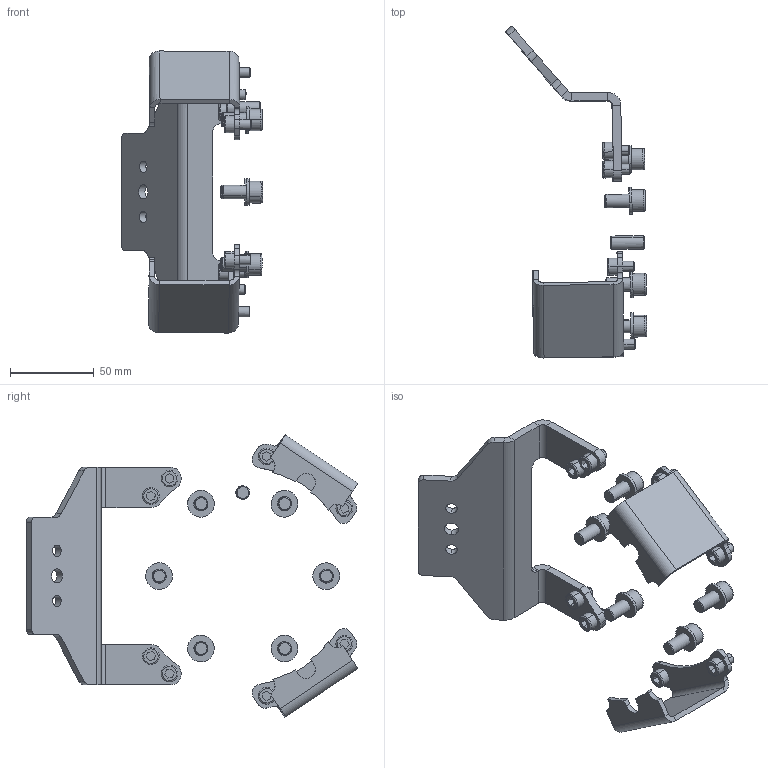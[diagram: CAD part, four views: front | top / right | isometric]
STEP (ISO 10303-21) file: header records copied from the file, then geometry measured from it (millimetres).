
FILE_DESCRIPTION (( 'STEP AP203' ), '1' );
FILE_NAME ('P5204.STEP', '2018-12-19T12:30:25', ( 'RSPlokal' ), ( 'Microsoft' ), 'SwSTEP 2.0', 'SolidWorks 2017', '' );
FILE_SCHEMA (( 'CONFIG_CONTROL_DESIGN' ));
Length unit declared in the file: millimetre
Products named in the file (1): P5204
Bounding box: 84.57 x 198.42 x 168.68 mm (x, y, z)
Volume: 93357.6 mm3; surface area: 57116.3 mm2
Topology: 24 solids, 24 shells, 452 faces, 1012 edges, 636 vertices
Faces by surface type: plane 226, cylinder 166, cone 32, torus 28
Entity records: 12647 total; most frequent: DIRECTION 2338, CARTESIAN_POINT 2101, ORIENTED_EDGE 2024, EDGE_CURVE 1012, AXIS2_PLACEMENT_3D 873, VERTEX_POINT 636, VECTOR 592, LINE 592
